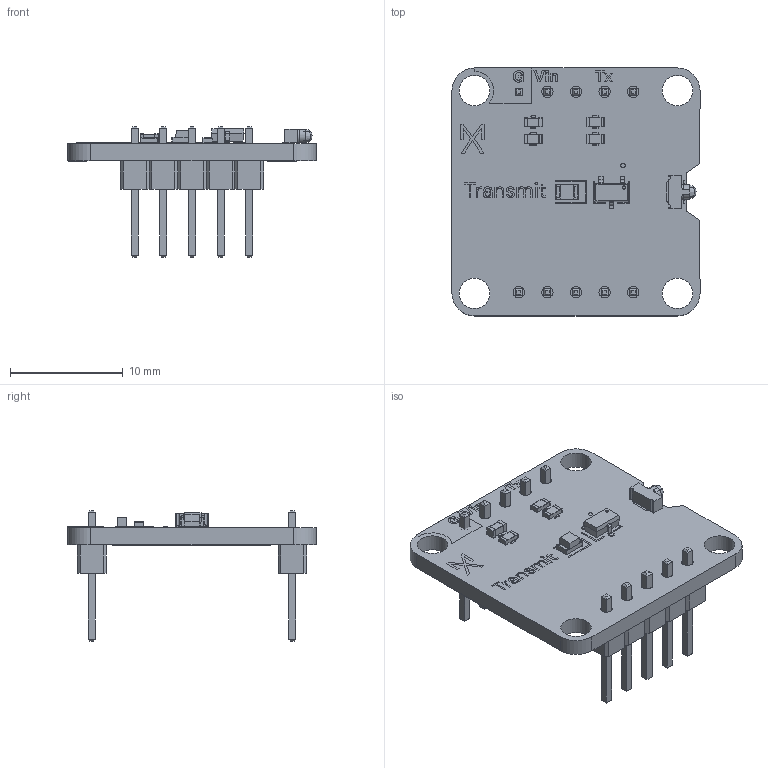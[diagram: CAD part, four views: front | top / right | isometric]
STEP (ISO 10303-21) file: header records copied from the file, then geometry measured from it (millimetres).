
FILE_DESCRIPTION(('KiCad electronic assembly'),'2;1');
FILE_NAME('AX22-0038.step','2025-12-08T19:45:21',('Pcbnew'),('Kicad'), 'Open CASCADE STEP processor 7.8','KiCad to STEP converter','Unknown' );
FILE_SCHEMA(('AUTOMOTIVE_DESIGN { 1 0 10303 214 1 1 1 1 }'));
Length unit declared in the file: millimetre
Products named in the file (9): AX22-0038 1; R_0603_1608Metric; AO3402; LED_0805_2012Metric; PinHeader_1x05_P2.54mm_Vertical; EVERLIGHT IR26-61C_L302_TR8; C_0603_1608Metric; IR-Transmitter_silkscreen; IR-Transmitter_PCB
Assembly tree (11 placements, depth 2):
  AX22-0038 1
    R_0603_1608Metric  x3
    AO3402
    LED_0805_2012Metric
    PinHeader_1x05_P2.54mm_Vertical  x2
    EVERLIGHT IR26-61C_L302_TR8
    C_0603_1608Metric
    IR-Transmitter_silkscreen
    IR-Transmitter_PCB
Bounding box: 22 x 22 x 11.54 mm (x, y, z)
Volume: 883.6 mm3; surface area: 1750.3 mm2
Topology: 15 solids, 76 shells, 580 faces, 2662 edges, 2197 vertices
Faces by surface type: plane 490, cylinder 82, bspline 6, torus 2
Full cylindrical faces by diameter (mm): 1 x10, 2.7 x4
Entity records: 25652 total; most frequent: CARTESIAN_POINT 5767, DIRECTION 3359, ORIENTED_EDGE 3089, EDGE_CURVE 2230, VERTEX_POINT 1925, LINE 1889, VECTOR 1889, AXIS2_PLACEMENT_3D 735
